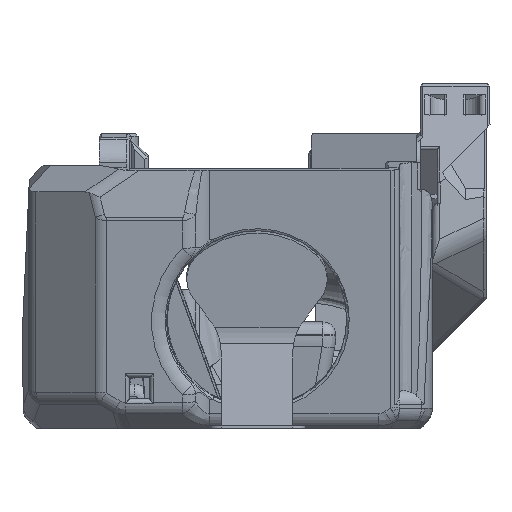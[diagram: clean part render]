
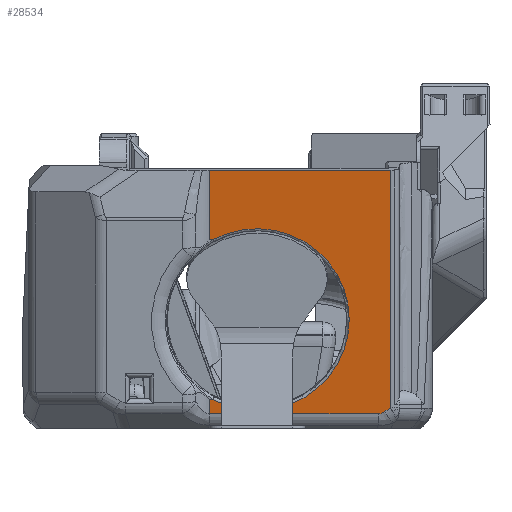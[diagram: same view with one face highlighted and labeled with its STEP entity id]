
A CAD part, left-side view. The second image highlights one B-rep face of the part: STEP entity #28534.
In plain terms, the highlighted planar face has unit normal (-0.985, 0, -0.174).
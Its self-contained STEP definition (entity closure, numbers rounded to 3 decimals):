
#924=CIRCLE('',#30105,14.4);
#1711=ELLIPSE('',#30721,3.203,2.);
#2635=LINE('',#46797,#5035);
#2653=LINE('',#46858,#5053);
#2975=LINE('',#48796,#5375);
#2976=LINE('',#48798,#5376);
#2977=LINE('',#48802,#5377);
#2978=LINE('',#48804,#5378);
#5035=VECTOR('',#34596,1000.);
#5053=VECTOR('',#34634,1000.);
#5375=VECTOR('',#35450,1000.);
#5376=VECTOR('',#35451,1000.);
#5377=VECTOR('',#35454,1000.);
#5378=VECTOR('',#35455,1000.);
#7047=PLANE('',#30720);
#11205=ORIENTED_EDGE('',*,*,#18204,.F.);
#11206=ORIENTED_EDGE('',*,*,#17222,.T.);
#11207=ORIENTED_EDGE('',*,*,#18347,.T.);
#11208=ORIENTED_EDGE('',*,*,#18348,.F.);
#11209=ORIENTED_EDGE('',*,*,#18349,.T.);
#11210=ORIENTED_EDGE('',*,*,#18350,.T.);
#11211=ORIENTED_EDGE('',*,*,#18351,.F.);
#11212=ORIENTED_EDGE('',*,*,#18352,.T.);
#11213=ORIENTED_EDGE('',*,*,#17808,.F.);
#11214=ORIENTED_EDGE('',*,*,#17833,.F.);
#17222=EDGE_CURVE('',#21283,#21282,#924,.T.);
#17808=EDGE_CURVE('',#21673,#21674,#2635,.T.);
#17833=EDGE_CURVE('',#21691,#21673,#2653,.T.);
#18204=EDGE_CURVE('',#21283,#21691,#23817,.F.);
#18347=EDGE_CURVE('',#21282,#22058,#23830,.T.);
#18348=EDGE_CURVE('',#22059,#22058,#2975,.T.);
#18349=EDGE_CURVE('',#22059,#22060,#2976,.T.);
#18350=EDGE_CURVE('',#22060,#22061,#1711,.T.);
#18351=EDGE_CURVE('',#22062,#22061,#2977,.T.);
#18352=EDGE_CURVE('',#22062,#21674,#2978,.T.);
#21282=VERTEX_POINT('',#44305);
#21283=VERTEX_POINT('',#44307);
#21673=VERTEX_POINT('',#46796);
#21674=VERTEX_POINT('',#46798);
#21691=VERTEX_POINT('',#46857);
#22058=VERTEX_POINT('',#48795);
#22059=VERTEX_POINT('',#48797);
#22060=VERTEX_POINT('',#48799);
#22061=VERTEX_POINT('',#48801);
#22062=VERTEX_POINT('',#48803);
#23817=B_SPLINE_CURVE_WITH_KNOTS('',3,(#48466,#48467,#48468,#48469),
 .UNSPECIFIED.,.F.,.F.,(4,4),(0.,0.382),.UNSPECIFIED.);
#23830=B_SPLINE_CURVE_WITH_KNOTS('',3,(#48791,#48792,#48793,#48794),
 .UNSPECIFIED.,.F.,.F.,(4,4),(0.618,1.),.UNSPECIFIED.);
#24942=EDGE_LOOP('',(#11205,#11206,#11207,#11208,#11209,#11210,#11211,#11212,
#11213,#11214));
#26736=FACE_BOUND('',#24942,.T.);
#28534=ADVANCED_FACE('',(#26736),#7047,.F.);
#30105=AXIS2_PLACEMENT_3D('',#44306,#33633,#33634);
#30720=AXIS2_PLACEMENT_3D('',#48790,#35448,#35449);
#30721=AXIS2_PLACEMENT_3D('',#48800,#35452,#35453);
#33633=DIRECTION('',(0.985,0.,0.174));
#33634=DIRECTION('',(0.174,0.,-0.985));
#34596=DIRECTION('',(0.,-1.,0.));
#34634=DIRECTION('',(-0.174,0.,0.985));
#35448=DIRECTION('',(0.985,0.,0.174));
#35449=DIRECTION('',(-0.174,0.,0.985));
#35450=DIRECTION('',(-0.174,0.,0.985));
#35451=DIRECTION('',(0.,-1.,0.));
#35452=DIRECTION('',(-0.985,0.,-0.174));
#35453=DIRECTION('',(-0.165,-0.304,0.938));
#35454=DIRECTION('',(0.097,0.829,-0.551));
#35455=DIRECTION('',(-0.174,0.,0.985));
#44305=CARTESIAN_POINT('',(-28.264,11.767,4.533));
#44306=CARTESIAN_POINT('',(-30.458,4.853,16.973));
#44307=CARTESIAN_POINT('',(-32.651,11.767,29.413));
#46796=CARTESIAN_POINT('',(-34.572,12.27,40.304));
#46797=CARTESIAN_POINT('',(-34.572,24.853,40.304));
#46798=CARTESIAN_POINT('',(-34.572,-16.002,40.304));
#46857=CARTESIAN_POINT('',(-32.66,12.27,29.463));
#46858=CARTESIAN_POINT('',(-31.185,12.27,21.099));
#48466=CARTESIAN_POINT('',(-32.66,12.27,29.463));
#48467=CARTESIAN_POINT('',(-32.657,12.102,29.442));
#48468=CARTESIAN_POINT('',(-32.654,11.935,29.425));
#48469=CARTESIAN_POINT('',(-32.651,11.767,29.413));
#48790=CARTESIAN_POINT('',(-31.185,24.853,21.099));
#48791=CARTESIAN_POINT('',(-28.264,11.767,4.533));
#48792=CARTESIAN_POINT('',(-28.262,11.935,4.52));
#48793=CARTESIAN_POINT('',(-28.259,12.102,4.503));
#48794=CARTESIAN_POINT('',(-28.255,12.27,4.482));
#48795=CARTESIAN_POINT('',(-28.255,12.27,4.482));
#48796=CARTESIAN_POINT('',(-31.185,12.27,21.099));
#48797=CARTESIAN_POINT('',(-27.864,12.27,2.262));
#48798=CARTESIAN_POINT('',(-27.864,-14.655,2.262));
#48799=CARTESIAN_POINT('',(-27.864,-14.07,2.262));
#48800=CARTESIAN_POINT('',(-28.404,-14.652,5.326));
#48801=CARTESIAN_POINT('',(-27.923,-15.07,2.597));
#48802=CARTESIAN_POINT('',(-27.821,-14.199,2.018));
#48803=CARTESIAN_POINT('',(-28.032,-16.002,3.216));
#48804=CARTESIAN_POINT('',(-7.663,-16.002,-112.301));
